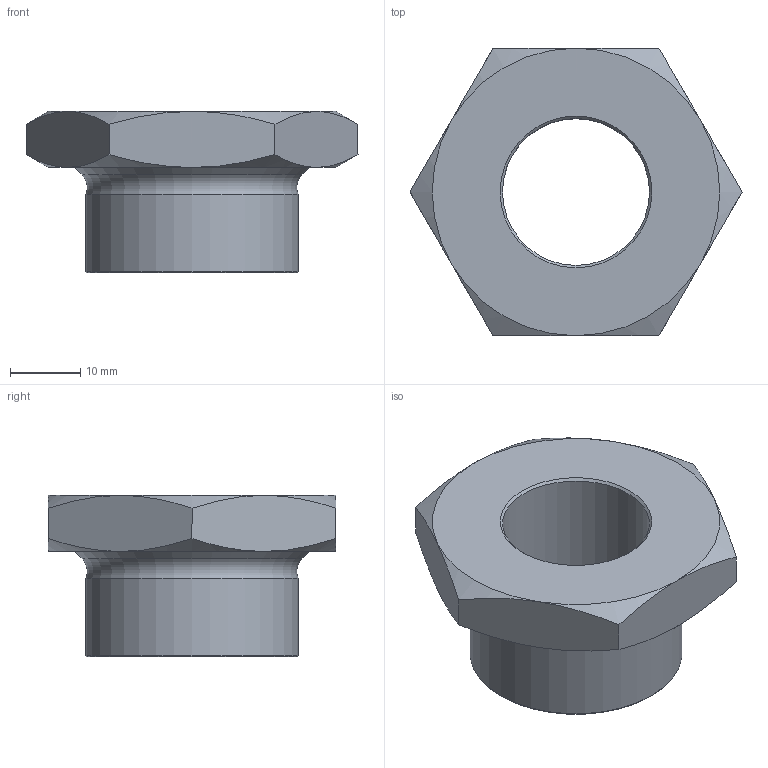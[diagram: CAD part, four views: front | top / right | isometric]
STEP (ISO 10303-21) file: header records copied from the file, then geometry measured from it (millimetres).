
FILE_DESCRIPTION(( 'RA.15.01.12.STP' ), '1');
FILE_NAME( 'RA.15.01.12.STP', '2018-10-08T14:50:19',( 'Sopra'),('sopra-pneumatic.com'), 'SwSTEP 2.0','SolidWorks 2009','' );
FILE_SCHEMA (('AUTOMOTIVE_DESIGN { 1 0 10303 214 1 1 1 1 }'));
Length unit declared in the file: millimetre
Bounding box: 47.34 x 41 x 23 mm (x, y, z)
Volume: 14472.3 mm3; surface area: 6044.2 mm2
Topology: 1 solids, 1 shells, 28 faces, 74 edges, 49 vertices
Faces by surface type: cone 16, plane 9, cylinder 2, torus 1
Full cylindrical faces by diameter (mm): 20.955 x1, 30.291 x1
Entity records: 1488 total; most frequent: DIRECTION 176, CARTESIAN_POINT 136, PRESENTATION_STYLE_ASSIGNMENT 127, COLOUR_RGB 127, DRAUGHTING_PRE_DEFINED_CURVE_FONT 126, CURVE_STYLE 126, OVER_RIDING_STYLED_ITEM 126, ORIENTED_EDGE 126
